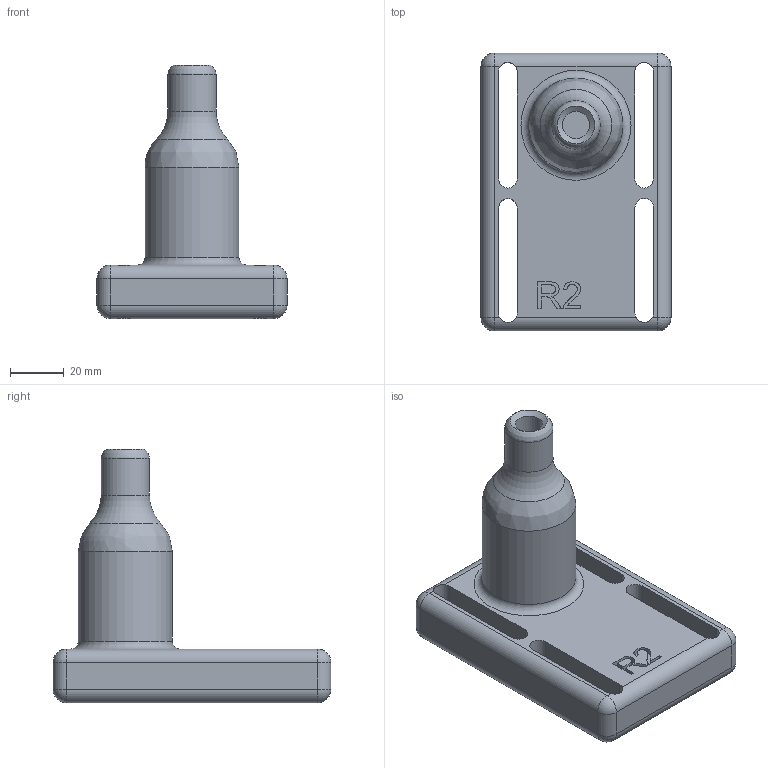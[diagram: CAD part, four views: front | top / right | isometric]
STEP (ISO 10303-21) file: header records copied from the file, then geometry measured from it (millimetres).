
FILE_DESCRIPTION(/* description */ (''),/* implementation_level */ '2;1');
FILE_NAME(/* name */ 'gantry leg mounts.step',/* time_stamp */ '2025-07-18T16:03:39-04:00',/* author */ (''),/* organization */ (''),/* preprocessor_version */ 'ST-DEVELOPER v20.1',/* originating_system */ 'Autodesk Translation Framework v14.10.0.0',/* authorisation */ '');
FILE_SCHEMA (('CONFIG_CONTROL_DESIGN','AUTOMOTIVE_DESIGN { 1 0 10303 214 3 1 1 }','INTEGRATED_CNC_SCHEMA','MODEL_BASED_INTEGRATED_MANUFACTURING_SCHEMA'));
Length unit declared in the file: metre
Products named in the file (2): 2025-05-08-11-47-17-976; 2025-05-08-11-50-49-953
Assembly tree (1 placements, depth 2):
  2025-05-08-11-47-17-976
    2025-05-08-11-50-49-953
Bounding box: 70.8 x 103.55 x 94.46 mm (x, y, z)
Volume: 167035.2 mm3; surface area: 32437.2 mm2
Topology: 1 solids, 1 shells, 69 faces, 186 edges, 115 vertices
Faces by surface type: plane 24, cylinder 23, bspline 10, sphere 8, torus 3, cone 1
Full cylindrical faces by diameter (mm): 10.15 x1, 18 x1, 35 x1
Entity records: 2553 total; most frequent: CARTESIAN_POINT 784, ORIENTED_EDGE 372, DIRECTION 349, EDGE_CURVE 186, AXIS2_PLACEMENT_3D 127, VERTEX_POINT 115, LINE 95, VECTOR 95
